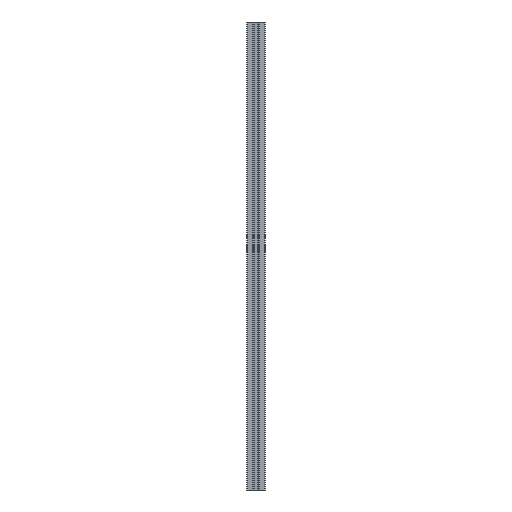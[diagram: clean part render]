
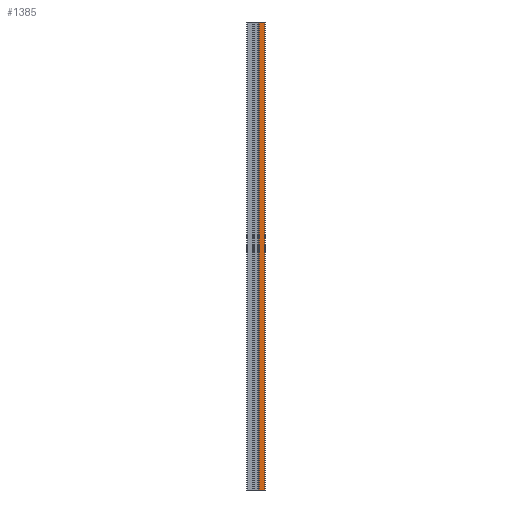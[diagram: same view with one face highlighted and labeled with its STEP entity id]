
A CAD part, left-side view. The second image highlights one B-rep face of the part: STEP entity #1385.
In plain terms, the highlighted planar face has unit normal (-1, 0, 0).
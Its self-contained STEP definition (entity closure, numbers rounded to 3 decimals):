
#121=FACE_OUTER_BOUND('',#193,.T.);
#193=EDGE_LOOP('',(#913,#914,#915,#916));
#267=LINE('',#2053,#411);
#268=LINE('',#2055,#412);
#269=LINE('',#2057,#413);
#270=LINE('',#2058,#414);
#411=VECTOR('',#1619,250.);
#412=VECTOR('',#1620,3.1);
#413=VECTOR('',#1621,250.);
#414=VECTOR('',#1622,3.1);
#555=VERTEX_POINT('',#2051);
#556=VERTEX_POINT('',#2052);
#557=VERTEX_POINT('',#2054);
#558=VERTEX_POINT('',#2056);
#697=EDGE_CURVE('',#555,#556,#267,.T.);
#698=EDGE_CURVE('',#555,#557,#268,.T.);
#699=EDGE_CURVE('',#558,#557,#269,.T.);
#700=EDGE_CURVE('',#558,#556,#270,.T.);
#913=ORIENTED_EDGE('',*,*,#697,.F.);
#914=ORIENTED_EDGE('',*,*,#698,.T.);
#915=ORIENTED_EDGE('',*,*,#699,.F.);
#916=ORIENTED_EDGE('',*,*,#700,.T.);
#1345=PLANE('',#1471);
#1385=ADVANCED_FACE('',(#121),#1345,.T.);
#1471=AXIS2_PLACEMENT_3D('',#2050,#1617,#1618);
#1617=DIRECTION('center_axis',(-1.,0.,0.));
#1618=DIRECTION('ref_axis',(0.,-1.,0.));
#1619=DIRECTION('',(0.,0.,1.));
#1620=DIRECTION('',(0.,-1.,0.));
#1621=DIRECTION('',(0.,0.,-1.));
#1622=DIRECTION('',(0.,1.,0.));
#2050=CARTESIAN_POINT('Origin',(-5.,-5.,100.));
#2051=CARTESIAN_POINT('',(-5.,-1.7,0.));
#2052=CARTESIAN_POINT('',(-5.,-1.7,250.));
#2053=CARTESIAN_POINT('',(-5.,-1.7,0.));
#2054=CARTESIAN_POINT('',(-5.,-4.8,0.));
#2055=CARTESIAN_POINT('',(-5.,-1.7,0.));
#2056=CARTESIAN_POINT('',(-5.,-4.8,250.));
#2057=CARTESIAN_POINT('',(-5.,-4.8,250.));
#2058=CARTESIAN_POINT('',(-5.,-4.8,250.));
